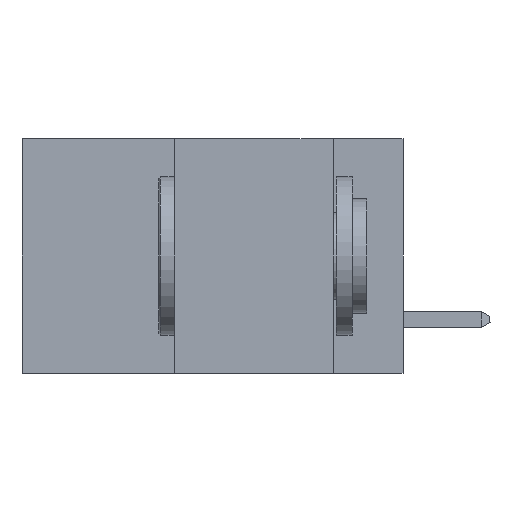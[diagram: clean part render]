
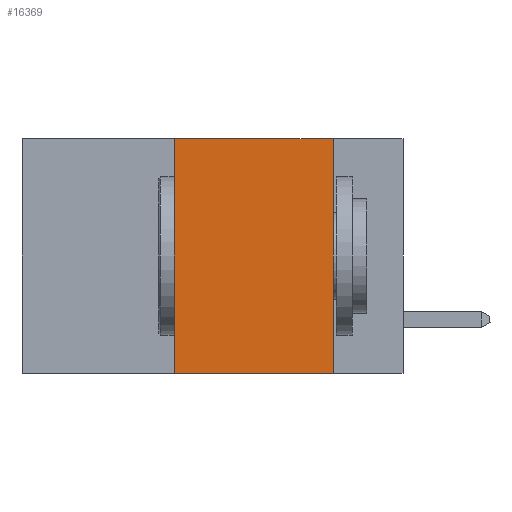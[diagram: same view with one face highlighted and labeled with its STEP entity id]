
A CAD part, left-side view. The second image highlights one B-rep face of the part: STEP entity #16369.
In plain terms, the highlighted planar face has unit normal (-1, 0, 0).
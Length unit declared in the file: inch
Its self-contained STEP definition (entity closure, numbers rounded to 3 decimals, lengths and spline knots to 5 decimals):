
#1195 = FACE_OUTER_BOUND ( 'NONE', #3394, .T. ) ;
#3020 = VECTOR ( 'NONE', #36065, 39.37008 ) ;
#3394 = EDGE_LOOP ( 'NONE', ( #9657, #12976, #5910, #26581 ) ) ;
#3707 = PLANE ( 'NONE',  #5873 ) ;
#4631 = EDGE_CURVE ( 'NONE', #23677, #27090, #14982, .T. ) ;
#5033 = VECTOR ( 'NONE', #37795, 39.37008 ) ;
#5873 = AXIS2_PLACEMENT_3D ( 'NONE', #37134, #6566, #41845 ) ;
#5910 = ORIENTED_EDGE ( 'NONE', *, *, #23395, .F. ) ;
#6566 = DIRECTION ( 'NONE',  ( 1., 0., 0. ) ) ;
#8911 = VERTEX_POINT ( 'NONE', #42193 ) ;
#9657 = ORIENTED_EDGE ( 'NONE', *, *, #4631, .F. ) ;
#9725 = LINE ( 'NONE', #33513, #42764 ) ;
#11087 = CARTESIAN_POINT ( 'NONE',  ( 0., 0.11, 0. ) ) ;
#12976 = ORIENTED_EDGE ( 'NONE', *, *, #40423, .F. ) ;
#14238 = LINE ( 'NONE', #29175, #3020 ) ;
#14982 = LINE ( 'NONE', #42573, #22996 ) ;
#16369 = ADVANCED_FACE ( 'NONE', ( #1195 ), #3707, .F. ) ;
#17080 = EDGE_CURVE ( 'NONE', #8911, #27090, #9725, .T. ) ;
#18162 = CARTESIAN_POINT ( 'NONE',  ( 0., 0.36, 0. ) ) ;
#22996 = VECTOR ( 'NONE', #28979, 39.37008 ) ;
#23395 = EDGE_CURVE ( 'NONE', #8911, #36700, #33331, .T. ) ;
#23677 = VERTEX_POINT ( 'NONE', #11087 ) ;
#26581 = ORIENTED_EDGE ( 'NONE', *, *, #17080, .T. ) ;
#27090 = VERTEX_POINT ( 'NONE', #42991 ) ;
#27485 = CARTESIAN_POINT ( 'NONE',  ( 0., 0.36, 0. ) ) ;
#28979 = DIRECTION ( 'NONE',  ( 0., 0., -1. ) ) ;
#29175 = CARTESIAN_POINT ( 'NONE',  ( 0., 0.6, 0. ) ) ;
#33331 = LINE ( 'NONE', #27485, #5033 ) ;
#33513 = CARTESIAN_POINT ( 'NONE',  ( 0., 0.6, -0.37 ) ) ;
#36065 = DIRECTION ( 'NONE',  ( 0., -1., 0. ) ) ;
#36502 = DIRECTION ( 'NONE',  ( 0., -1., 0. ) ) ;
#36700 = VERTEX_POINT ( 'NONE', #18162 ) ;
#37134 = CARTESIAN_POINT ( 'NONE',  ( 0., 0.6, 0. ) ) ;
#37795 = DIRECTION ( 'NONE',  ( 0., 0., 1. ) ) ;
#40423 = EDGE_CURVE ( 'NONE', #36700, #23677, #14238, .T. ) ;
#41845 = DIRECTION ( 'NONE',  ( 0., 0., -1. ) ) ;
#42193 = CARTESIAN_POINT ( 'NONE',  ( 0., 0.36, -0.37 ) ) ;
#42573 = CARTESIAN_POINT ( 'NONE',  ( 0., 0.11, 0. ) ) ;
#42764 = VECTOR ( 'NONE', #36502, 39.37008 ) ;
#42991 = CARTESIAN_POINT ( 'NONE',  ( 0., 0.11, -0.37 ) ) ;
